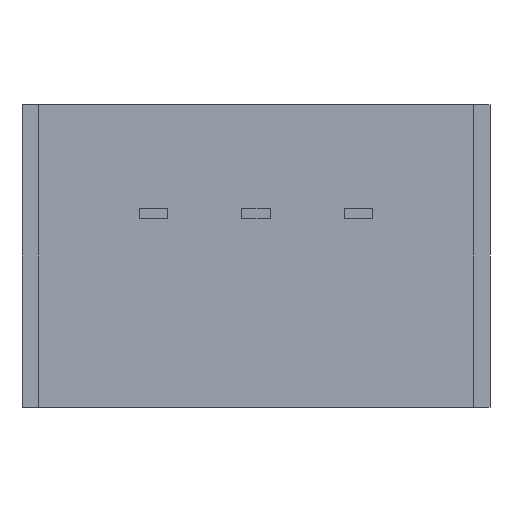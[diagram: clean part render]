
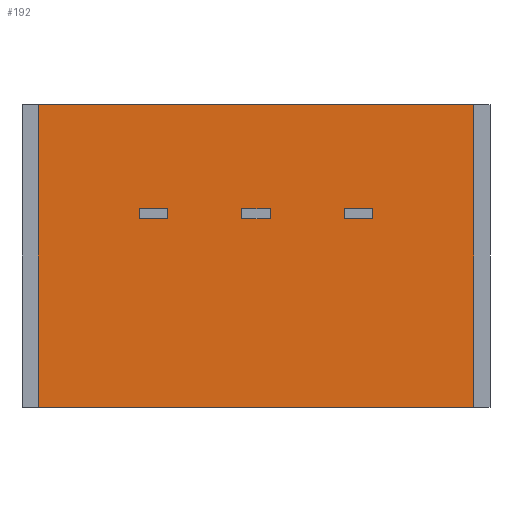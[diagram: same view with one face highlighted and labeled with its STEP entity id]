
A CAD part, front view. The second image highlights one B-rep face of the part: STEP entity #192.
In plain terms, the highlighted planar face has unit normal (0, -1, 0).
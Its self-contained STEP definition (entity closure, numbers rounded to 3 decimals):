
#16 = DIRECTION ( 'NONE',  ( 0., 0., -1. ) ) ;
#50 = DIRECTION ( 'NONE',  ( -1., 0., 0. ) ) ;
#70 = VECTOR ( 'NONE', #16, 1000. ) ;
#102 = VECTOR ( 'NONE', #497, 1000. ) ;
#153 = DIRECTION ( 'NONE',  ( 0., 1., 0. ) ) ;
#188 = EDGE_CURVE ( 'NONE', #615, #582, #623, .T. ) ;
#192 = ADVANCED_FACE ( 'NONE', ( #959 ), #320, .F. ) ;
#204 = EDGE_CURVE ( 'NONE', #582, #609, #741, .T. ) ;
#262 = ORIENTED_EDGE ( 'NONE', *, *, #791, .T. ) ;
#285 = ORIENTED_EDGE ( 'NONE', *, *, #204, .T. ) ;
#317 = EDGE_LOOP ( 'NONE', ( #262, #616, #285, #639 ) ) ;
#320 = PLANE ( 'NONE',  #821 ) ;
#387 = CARTESIAN_POINT ( 'NONE',  ( 0., 0.4, 0. ) ) ;
#407 = DIRECTION ( 'NONE',  ( 0., 0., 1. ) ) ;
#412 = CARTESIAN_POINT ( 'NONE',  ( -5.4, 0.4, -3.75 ) ) ;
#497 = DIRECTION ( 'NONE',  ( 1., 0., 0. ) ) ;
#582 = VERTEX_POINT ( 'NONE', #755 ) ;
#594 = VERTEX_POINT ( 'NONE', #600 ) ;
#600 = CARTESIAN_POINT ( 'NONE',  ( 5.4, 0.4, -3.75 ) ) ;
#609 = VERTEX_POINT ( 'NONE', #671 ) ;
#615 = VERTEX_POINT ( 'NONE', #656 ) ;
#616 = ORIENTED_EDGE ( 'NONE', *, *, #188, .T. ) ;
#623 = LINE ( 'NONE', #628, #956 ) ;
#628 = CARTESIAN_POINT ( 'NONE',  ( -5.4, 0.4, 3.75 ) ) ;
#639 = ORIENTED_EDGE ( 'NONE', *, *, #735, .T. ) ;
#656 = CARTESIAN_POINT ( 'NONE',  ( 5.4, 0.4, 3.75 ) ) ;
#663 = DIRECTION ( 'NONE',  ( 0., 0., 1. ) ) ;
#671 = CARTESIAN_POINT ( 'NONE',  ( -5.4, 0.4, -3.75 ) ) ;
#735 = EDGE_CURVE ( 'NONE', #609, #594, #771, .T. ) ;
#741 = LINE ( 'NONE', #412, #70 ) ;
#755 = CARTESIAN_POINT ( 'NONE',  ( -5.4, 0.4, 3.75 ) ) ;
#771 = LINE ( 'NONE', #911, #102 ) ;
#783 = CARTESIAN_POINT ( 'NONE',  ( 5.4, 0.4, -3.75 ) ) ;
#787 = VECTOR ( 'NONE', #407, 1000. ) ;
#791 = EDGE_CURVE ( 'NONE', #594, #615, #802, .T. ) ;
#802 = LINE ( 'NONE', #783, #787 ) ;
#821 = AXIS2_PLACEMENT_3D ( 'NONE', #387, #153, #663 ) ;
#911 = CARTESIAN_POINT ( 'NONE',  ( -5.4, 0.4, -3.75 ) ) ;
#956 = VECTOR ( 'NONE', #50, 1000. ) ;
#959 = FACE_OUTER_BOUND ( 'NONE', #317, .T. ) ;
